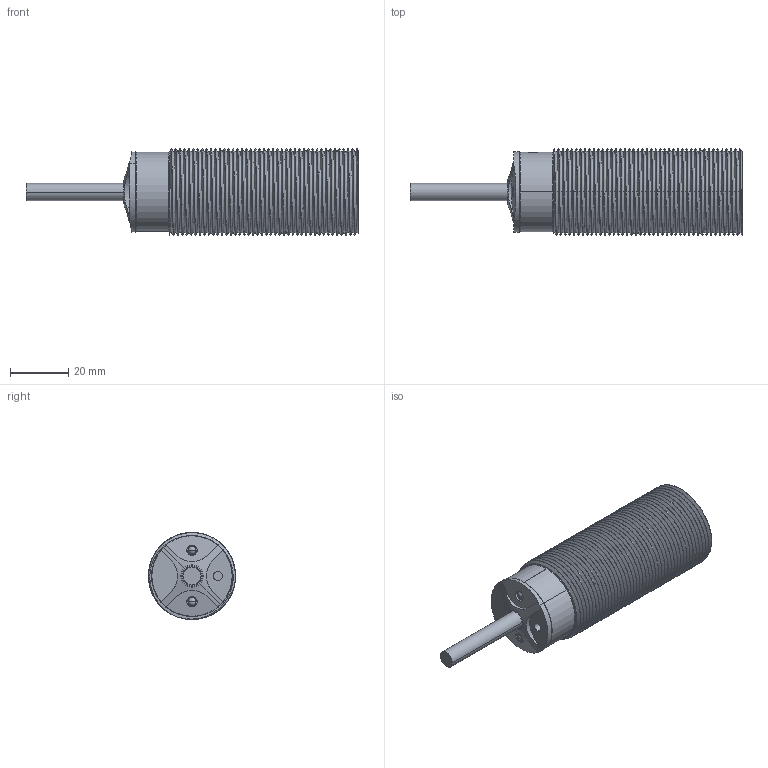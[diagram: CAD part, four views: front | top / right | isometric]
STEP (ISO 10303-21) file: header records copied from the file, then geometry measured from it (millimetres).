
FILE_DESCRIPTION((''),'2;1');
FILE_NAME('156678_ASM','2016-04-07T',('pdmadmin'),(''),'PRO/ENGINEER BY PARAMETRIC TECHNOLOGY CORPORATION, 2013230','PRO/ENGINEER BY PARAMETRIC TECHNOLOGY CORPORATION, 2013230','');
FILE_SCHEMA(('CONFIG_CONTROL_DESIGN'));
Length unit declared in the file: inch
Products named in the file (12): 32189; 31783; 31786; 31788; 31787; 31912_ASM; 32188; 09460_WEB; 28554; 28557; 32394_WEB_LABEL; 156678_ASM
Assembly tree (11 placements, depth 3):
  156678_ASM
    32189
    31912_ASM
      31783
      31786
      31788
      31787
    32188
    09460_WEB
    28554
    28557
    32394_WEB_LABEL
Bounding box: 114.43 x 29.97 x 29.97 mm (x, y, z)
Volume: 19199.2 mm3; surface area: 42399 mm2
Topology: 10 solids, 11 shells, 602 faces, 1593 edges, 1037 vertices
Faces by surface type: plane 323, cylinder 209, bspline 26, cone 24, torus 12, sphere 8
Entity records: 30221 total; most frequent: CARTESIAN_POINT 15309, ORIENTED_EDGE 3166, DIRECTION 2847, EDGE_CURVE 1585, VERTEX_POINT 1037, VECTOR 961, LINE 961, AXIS2_PLACEMENT_3D 943
